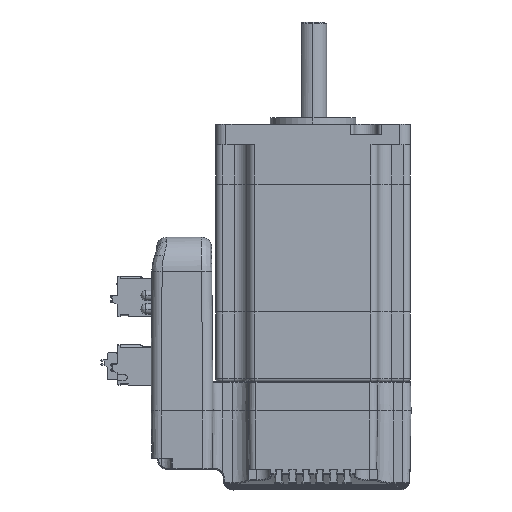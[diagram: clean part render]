
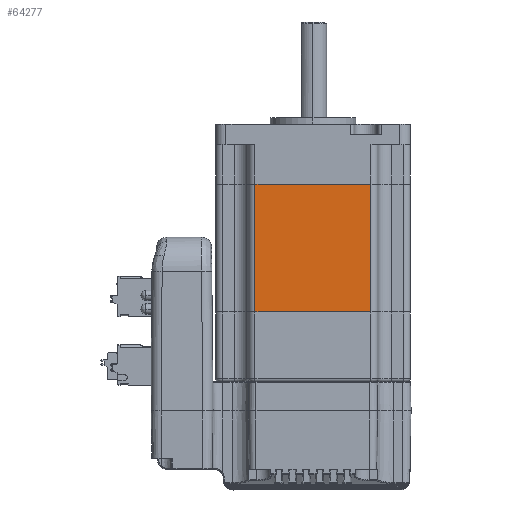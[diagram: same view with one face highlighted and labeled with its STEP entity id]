
A CAD part, front view. The second image highlights one B-rep face of the part: STEP entity #64277.
In plain terms, the highlighted planar face has unit normal (0, -1, 0).
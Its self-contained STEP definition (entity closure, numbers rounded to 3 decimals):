
#537 = DIRECTION ( 'NONE',  ( 0., 0., -1. ) ) ;
#661 = DIRECTION ( 'NONE',  ( -1., 0., 0. ) ) ;
#12620 = LINE ( 'NONE', #42190, #109092 ) ;
#14509 = DIRECTION ( 'NONE',  ( 0., 0., -1. ) ) ;
#30642 = VERTEX_POINT ( 'NONE', #127664 ) ;
#35057 = LINE ( 'NONE', #111225, #99334 ) ;
#42190 = CARTESIAN_POINT ( 'NONE',  ( 17., -28.5, 60. ) ) ;
#44146 = ORIENTED_EDGE ( 'NONE', *, *, #155847, .T. ) ;
#44169 = VECTOR ( 'NONE', #661, 1000. ) ;
#47876 = VERTEX_POINT ( 'NONE', #144845 ) ;
#48726 = CARTESIAN_POINT ( 'NONE',  ( -15.5, -28.5, 37.5 ) ) ;
#59433 = EDGE_CURVE ( 'NONE', #144967, #30642, #35057, .T. ) ;
#60820 = PLANE ( 'NONE',  #69832 ) ;
#64277 = ADVANCED_FACE ( 'NONE', ( #66404 ), #60820, .T. ) ;
#66404 = FACE_OUTER_BOUND ( 'NONE', #142131, .T. ) ;
#69832 = AXIS2_PLACEMENT_3D ( 'NONE', #144280, #72909, #537 ) ;
#72909 = DIRECTION ( 'NONE',  ( 0., -1., 0. ) ) ;
#73082 = ORIENTED_EDGE ( 'NONE', *, *, #105220, .T. ) ;
#79396 = LINE ( 'NONE', #96334, #139822 ) ;
#88345 = CARTESIAN_POINT ( 'NONE',  ( 17., -28.5, 0. ) ) ;
#92333 = DIRECTION ( 'NONE',  ( 0., 0., 1. ) ) ;
#96334 = CARTESIAN_POINT ( 'NONE',  ( 15.5, -28.5, 0. ) ) ;
#99334 = VECTOR ( 'NONE', #14509, 1000. ) ;
#104653 = LINE ( 'NONE', #48726, #44169 ) ;
#105220 = EDGE_CURVE ( 'NONE', #30642, #105478, #79396, .T. ) ;
#105478 = VERTEX_POINT ( 'NONE', #88345 ) ;
#109092 = VECTOR ( 'NONE', #92333, 1000. ) ;
#111225 = CARTESIAN_POINT ( 'NONE',  ( -17., -28.5, 0. ) ) ;
#111288 = EDGE_CURVE ( 'NONE', #105478, #47876, #12620, .T. ) ;
#113808 = CARTESIAN_POINT ( 'NONE',  ( -17., -28.5, 37.5 ) ) ;
#120549 = DIRECTION ( 'NONE',  ( 1., 0., 0. ) ) ;
#127664 = CARTESIAN_POINT ( 'NONE',  ( -17., -28.5, 0. ) ) ;
#129149 = ORIENTED_EDGE ( 'NONE', *, *, #111288, .T. ) ;
#138695 = ORIENTED_EDGE ( 'NONE', *, *, #59433, .T. ) ;
#139822 = VECTOR ( 'NONE', #120549, 1000. ) ;
#142131 = EDGE_LOOP ( 'NONE', ( #44146, #138695, #73082, #129149 ) ) ;
#144280 = CARTESIAN_POINT ( 'NONE',  ( 15.5, -28.5, 60. ) ) ;
#144845 = CARTESIAN_POINT ( 'NONE',  ( 17., -28.5, 37.5 ) ) ;
#144967 = VERTEX_POINT ( 'NONE', #113808 ) ;
#155847 = EDGE_CURVE ( 'NONE', #47876, #144967, #104653, .T. ) ;
